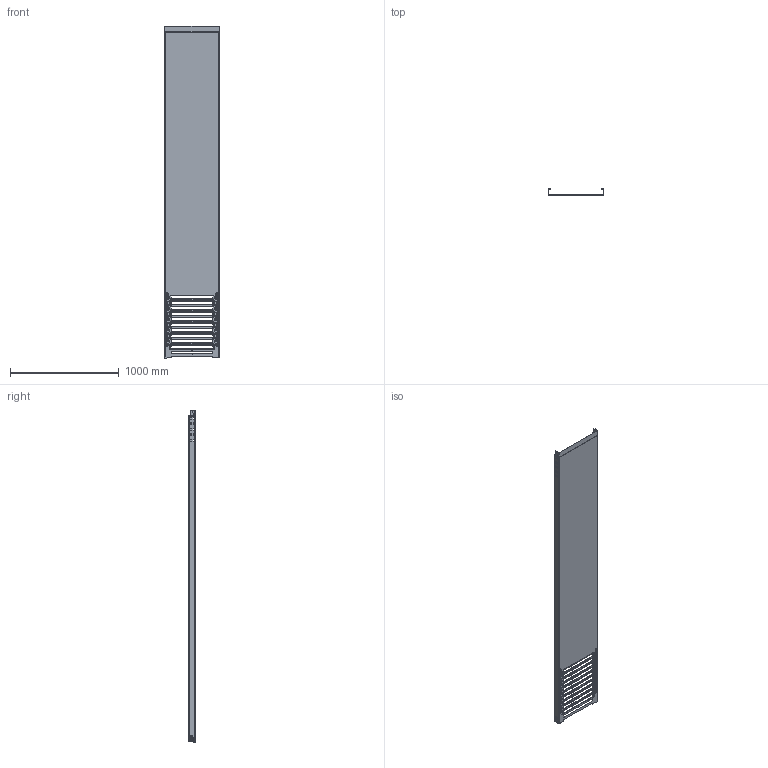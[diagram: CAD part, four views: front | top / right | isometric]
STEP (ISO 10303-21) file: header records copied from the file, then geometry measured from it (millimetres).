
FILE_DESCRIPTION (( 'STEP AP214' ), '1' );
FILE_NAME ('6059517.STEP', '2025-08-22T13:15:56', ( '' ), ( '' ), 'SwSTEP 2.0', 'SolidWorks 2024', '' );
FILE_SCHEMA (( 'AUTOMOTIVE_DESIGN' ));
Products named in the file (1): 6059517
Bounding box: 504.5 x 63.5 x 3050 mm (x, y, z)
Volume: 2758779.1 mm3; surface area: 3716484.1 mm2
Topology: 1 solids, 1 shells, 2055 faces, 5247 edges, 3234 vertices
Faces by surface type: cylinder 814, plane 647, torus 384, cone 186, bspline 20, sphere 4
Entity records: 63130 total; most frequent: DIRECTION 11685, CARTESIAN_POINT 11279, ORIENTED_EDGE 10494, EDGE_CURVE 5247, AXIS2_PLACEMENT_3D 4456, VERTEX_POINT 3234, LINE 2773, VECTOR 2773
